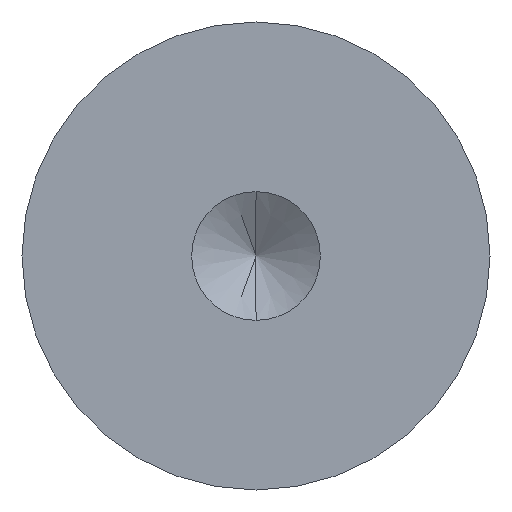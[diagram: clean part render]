
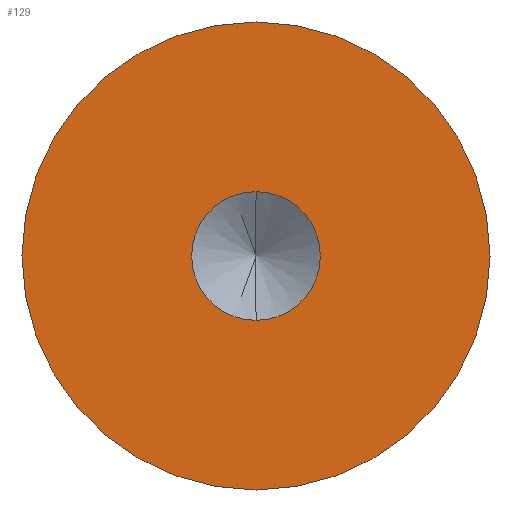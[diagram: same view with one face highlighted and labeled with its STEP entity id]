
A CAD part, front view. The second image highlights one B-rep face of the part: STEP entity #129.
In plain terms, the highlighted planar face has unit normal (0, -1, 0).
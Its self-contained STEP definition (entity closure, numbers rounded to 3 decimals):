
#4 = VERTEX_POINT ( 'NONE', #114 ) ;
#8 = ORIENTED_EDGE ( 'NONE', *, *, #335, .T. ) ;
#12 = AXIS2_PLACEMENT_3D ( 'NONE', #404, #54, #188 ) ;
#20 = CARTESIAN_POINT ( 'NONE',  ( 0., 0., 0. ) ) ;
#49 = CIRCLE ( 'NONE', #12, 6. ) ;
#54 = DIRECTION ( 'NONE',  ( 0., -1., 0. ) ) ;
#76 = FACE_OUTER_BOUND ( 'NONE', #164, .T. ) ;
#77 = DIRECTION ( 'NONE',  ( 0., 0., -1. ) ) ;
#80 = AXIS2_PLACEMENT_3D ( 'NONE', #138, #172, #301 ) ;
#85 = CIRCLE ( 'NONE', #230, 6. ) ;
#108 = CARTESIAN_POINT ( 'NONE',  ( 0., 0., -1.65 ) ) ;
#110 = EDGE_CURVE ( 'NONE', #4, #133, #49, .T. ) ;
#114 = CARTESIAN_POINT ( 'NONE',  ( 0., 0., -6. ) ) ;
#129 = ADVANCED_FACE ( 'NONE', ( #348, #76 ), #220, .T. ) ;
#133 = VERTEX_POINT ( 'NONE', #350 ) ;
#138 = CARTESIAN_POINT ( 'NONE',  ( 0., 0., 0. ) ) ;
#164 = EDGE_LOOP ( 'NONE', ( #368, #8 ) ) ;
#172 = DIRECTION ( 'NONE',  ( 0., -1., 0. ) ) ;
#175 = ORIENTED_EDGE ( 'NONE', *, *, #285, .F. ) ;
#179 = ORIENTED_EDGE ( 'NONE', *, *, #376, .F. ) ;
#185 = AXIS2_PLACEMENT_3D ( 'NONE', #20, #286, #280 ) ;
#188 = DIRECTION ( 'NONE',  ( 0., 0., -1. ) ) ;
#209 = DIRECTION ( 'NONE',  ( 0., -1., 0. ) ) ;
#220 = PLANE ( 'NONE',  #185 ) ;
#230 = AXIS2_PLACEMENT_3D ( 'NONE', #269, #302, #331 ) ;
#238 = AXIS2_PLACEMENT_3D ( 'NONE', #392, #209, #77 ) ;
#263 = VERTEX_POINT ( 'NONE', #264 ) ;
#264 = CARTESIAN_POINT ( 'NONE',  ( 0., 0., 1.65 ) ) ;
#269 = CARTESIAN_POINT ( 'NONE',  ( 0., 0., 0. ) ) ;
#280 = DIRECTION ( 'NONE',  ( 0., 0., -1. ) ) ;
#281 = EDGE_LOOP ( 'NONE', ( #175, #179 ) ) ;
#285 = EDGE_CURVE ( 'NONE', #292, #263, #341, .T. ) ;
#286 = DIRECTION ( 'NONE',  ( 0., -1., 0. ) ) ;
#292 = VERTEX_POINT ( 'NONE', #108 ) ;
#301 = DIRECTION ( 'NONE',  ( 0., 0., -1. ) ) ;
#302 = DIRECTION ( 'NONE',  ( 0., -1., 0. ) ) ;
#331 = DIRECTION ( 'NONE',  ( 0., 0., -1. ) ) ;
#332 = CIRCLE ( 'NONE', #238, 1.65 ) ;
#335 = EDGE_CURVE ( 'NONE', #133, #4, #85, .T. ) ;
#341 = CIRCLE ( 'NONE', #80, 1.65 ) ;
#348 = FACE_BOUND ( 'NONE', #281, .T. ) ;
#350 = CARTESIAN_POINT ( 'NONE',  ( 0., 0., 6. ) ) ;
#368 = ORIENTED_EDGE ( 'NONE', *, *, #110, .T. ) ;
#376 = EDGE_CURVE ( 'NONE', #263, #292, #332, .T. ) ;
#392 = CARTESIAN_POINT ( 'NONE',  ( 0., 0., 0. ) ) ;
#404 = CARTESIAN_POINT ( 'NONE',  ( 0., 0., 0. ) ) ;
